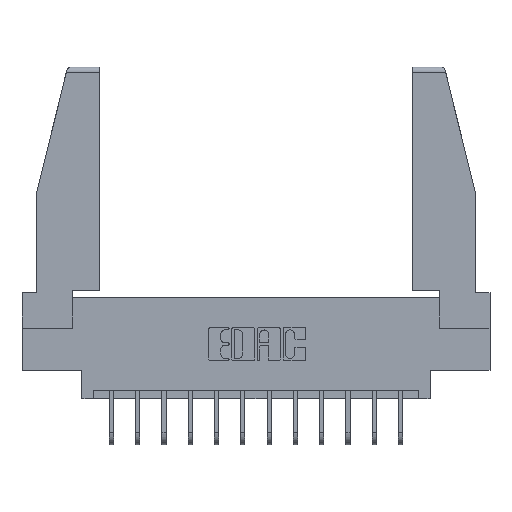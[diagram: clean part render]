
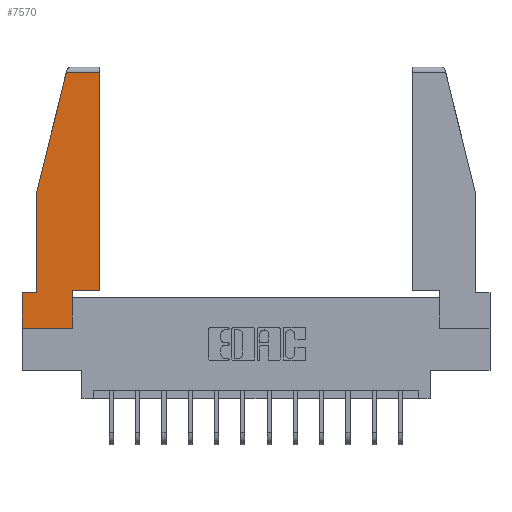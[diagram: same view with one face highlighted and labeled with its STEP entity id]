
A CAD part, top view. The second image highlights one B-rep face of the part: STEP entity #7570.
In plain terms, the highlighted planar face has unit normal (0, 0, 1).
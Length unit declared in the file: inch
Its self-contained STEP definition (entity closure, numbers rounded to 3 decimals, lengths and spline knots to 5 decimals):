
#363 = CARTESIAN_POINT ( 'NONE',  ( 0.2636, 1.52, 0. ) ) ;
#916 = VECTOR ( 'NONE', #4947, 39.37008 ) ;
#1150 = VECTOR ( 'NONE', #2405, 39.37008 ) ;
#1152 = EDGE_CURVE ( 'NONE', #15121, #8573, #5239, .T. ) ;
#1514 = VERTEX_POINT ( 'NONE', #9593 ) ;
#1720 = CARTESIAN_POINT ( 'NONE',  ( 0.086, 0.8, 0. ) ) ;
#1777 = VECTOR ( 'NONE', #13537, 39.37008 ) ;
#2405 = DIRECTION ( 'NONE',  ( -1., 0., 0. ) ) ;
#2780 = VERTEX_POINT ( 'NONE', #1720 ) ;
#2962 = ORIENTED_EDGE ( 'NONE', *, *, #1152, .T. ) ;
#3276 = VERTEX_POINT ( 'NONE', #14663 ) ;
#3280 = ORIENTED_EDGE ( 'NONE', *, *, #4114, .T. ) ;
#3646 = DIRECTION ( 'NONE',  ( 0., -1., 0. ) ) ;
#3674 = VERTEX_POINT ( 'NONE', #4399 ) ;
#4114 = EDGE_CURVE ( 'NONE', #8573, #6162, #4963, .T. ) ;
#4321 = LINE ( 'NONE', #9586, #1150 ) ;
#4399 = CARTESIAN_POINT ( 'NONE',  ( 0.461, 1.52, 0. ) ) ;
#4406 = FACE_OUTER_BOUND ( 'NONE', #9105, .T. ) ;
#4947 = DIRECTION ( 'NONE',  ( 0., -1., 0. ) ) ;
#4963 = LINE ( 'NONE', #11157, #1777 ) ;
#5048 = EDGE_CURVE ( 'NONE', #3276, #15121, #6999, .T. ) ;
#5239 = LINE ( 'NONE', #10753, #916 ) ;
#5629 = VECTOR ( 'NONE', #3646, 39.37008 ) ;
#5870 = AXIS2_PLACEMENT_3D ( 'NONE', #14719, #8913, #12302 ) ;
#6027 = CARTESIAN_POINT ( 'NONE',  ( 0., 0.21, 0. ) ) ;
#6162 = VERTEX_POINT ( 'NONE', #12967 ) ;
#6277 = CARTESIAN_POINT ( 'NONE',  ( 0.297, 0., 0. ) ) ;
#6591 = DIRECTION ( 'NONE',  ( 0., 1., 0. ) ) ;
#6638 = CARTESIAN_POINT ( 'NONE',  ( 0., 0., 0. ) ) ;
#6747 = ORIENTED_EDGE ( 'NONE', *, *, #5048, .T. ) ;
#6999 = LINE ( 'NONE', #6027, #7397 ) ;
#7004 = CARTESIAN_POINT ( 'NONE',  ( 0.271, 1.55, 0. ) ) ;
#7049 = DIRECTION ( 'NONE',  ( -0.239, -0.971, 0. ) ) ;
#7397 = VECTOR ( 'NONE', #9602, 39.37008 ) ;
#7570 = ADVANCED_FACE ( 'NONE', ( #4406 ), #9981, .T. ) ;
#7625 = DIRECTION ( 'NONE',  ( 0., 1., 0. ) ) ;
#8353 = CARTESIAN_POINT ( 'NONE',  ( 0., 0.21, 0. ) ) ;
#8573 = VERTEX_POINT ( 'NONE', #6638 ) ;
#8627 = ORIENTED_EDGE ( 'NONE', *, *, #13258, .T. ) ;
#8913 = DIRECTION ( 'NONE',  ( 0., 0., 1. ) ) ;
#9083 = DIRECTION ( 'NONE',  ( 1., 0., 0. ) ) ;
#9105 = EDGE_LOOP ( 'NONE', ( #8627, #15044, #9813, #9231, #6747, #2962, #3280, #13991, #14489 ) ) ;
#9231 = ORIENTED_EDGE ( 'NONE', *, *, #11486, .T. ) ;
#9283 = EDGE_CURVE ( 'NONE', #12028, #2780, #15355, .T. ) ;
#9540 = VECTOR ( 'NONE', #6591, 39.37008 ) ;
#9586 = CARTESIAN_POINT ( 'NONE',  ( 0., 1.52, 0. ) ) ;
#9593 = CARTESIAN_POINT ( 'NONE',  ( 0.461, 0.223, 0. ) ) ;
#9602 = DIRECTION ( 'NONE',  ( -1., 0., 0. ) ) ;
#9638 = CARTESIAN_POINT ( 'NONE',  ( 0.086, 0.8, 0. ) ) ;
#9813 = ORIENTED_EDGE ( 'NONE', *, *, #9283, .T. ) ;
#9981 = PLANE ( 'NONE',  #5870 ) ;
#10390 = EDGE_CURVE ( 'NONE', #3674, #12028, #4321, .T. ) ;
#10696 = LINE ( 'NONE', #13854, #14587 ) ;
#10753 = CARTESIAN_POINT ( 'NONE',  ( 0., 0.21, 0. ) ) ;
#10840 = EDGE_CURVE ( 'NONE', #14699, #1514, #10696, .T. ) ;
#11157 = CARTESIAN_POINT ( 'NONE',  ( 0., 0., 0. ) ) ;
#11486 = EDGE_CURVE ( 'NONE', #2780, #3276, #12710, .T. ) ;
#12028 = VERTEX_POINT ( 'NONE', #363 ) ;
#12302 = DIRECTION ( 'NONE',  ( 1., 0., 0. ) ) ;
#12459 = LINE ( 'NONE', #6277, #13570 ) ;
#12588 = CARTESIAN_POINT ( 'NONE',  ( 0.461, 0.223, 0. ) ) ;
#12681 = LINE ( 'NONE', #12588, #9540 ) ;
#12710 = LINE ( 'NONE', #9638, #5629 ) ;
#12967 = CARTESIAN_POINT ( 'NONE',  ( 0.297, 0., 0. ) ) ;
#13258 = EDGE_CURVE ( 'NONE', #1514, #3674, #12681, .T. ) ;
#13479 = CARTESIAN_POINT ( 'NONE',  ( 0.297, 0.223, 0. ) ) ;
#13537 = DIRECTION ( 'NONE',  ( 1., 0., 0. ) ) ;
#13570 = VECTOR ( 'NONE', #7625, 39.37008 ) ;
#13854 = CARTESIAN_POINT ( 'NONE',  ( 0.297, 0.223, 0. ) ) ;
#13991 = ORIENTED_EDGE ( 'NONE', *, *, #14016, .T. ) ;
#14016 = EDGE_CURVE ( 'NONE', #6162, #14699, #12459, .T. ) ;
#14446 = VECTOR ( 'NONE', #7049, 39.37008 ) ;
#14489 = ORIENTED_EDGE ( 'NONE', *, *, #10840, .T. ) ;
#14587 = VECTOR ( 'NONE', #9083, 39.37008 ) ;
#14663 = CARTESIAN_POINT ( 'NONE',  ( 0.086, 0.21, 0. ) ) ;
#14699 = VERTEX_POINT ( 'NONE', #13479 ) ;
#14719 = CARTESIAN_POINT ( 'NONE',  ( 0., 0., 0. ) ) ;
#15044 = ORIENTED_EDGE ( 'NONE', *, *, #10390, .T. ) ;
#15121 = VERTEX_POINT ( 'NONE', #8353 ) ;
#15355 = LINE ( 'NONE', #7004, #14446 ) ;
